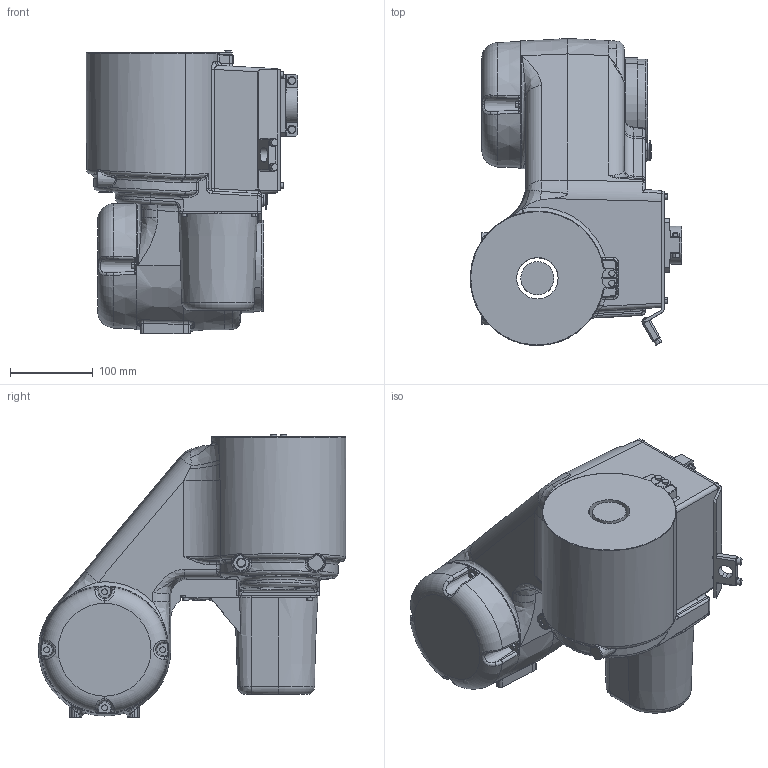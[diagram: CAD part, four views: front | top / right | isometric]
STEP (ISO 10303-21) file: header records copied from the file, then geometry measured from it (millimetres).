
FILE_DESCRIPTION (( 'STEP AP203' ), '1' );
FILE_NAME ('BA006L-AC01_J3_Varsayýlan_sldprt.STEP', '2024-01-06T16:17:54', ( '' ), ( '' ), 'SwSTEP 2.0', 'SolidWorks 2023', '' );
FILE_SCHEMA (( 'CONFIG_CONTROL_DESIGN' ));
Length unit declared in the file: millimetre
Products named in the file (1): BA006L-AC01_J3_Varsayılan_sldprt
Bounding box: 255.18 x 370.95 x 342.2 mm (x, y, z)
Volume: 12069610.3 mm3; surface area: 454482.5 mm2
Topology: 2 solids, 2 shells, 786 faces, 1887 edges, 1159 vertices
Faces by surface type: plane 283, cylinder 255, bspline 157, torus 47, cone 43, sphere 1
Entity records: 40318 total; most frequent: CARTESIAN_POINT 23328, ORIENTED_EDGE 3716, DIRECTION 3091, EDGE_CURVE 1858, AXIS2_PLACEMENT_3D 1182, VERTEX_POINT 1159, EDGE_LOOP 873, ADVANCED_FACE 786
